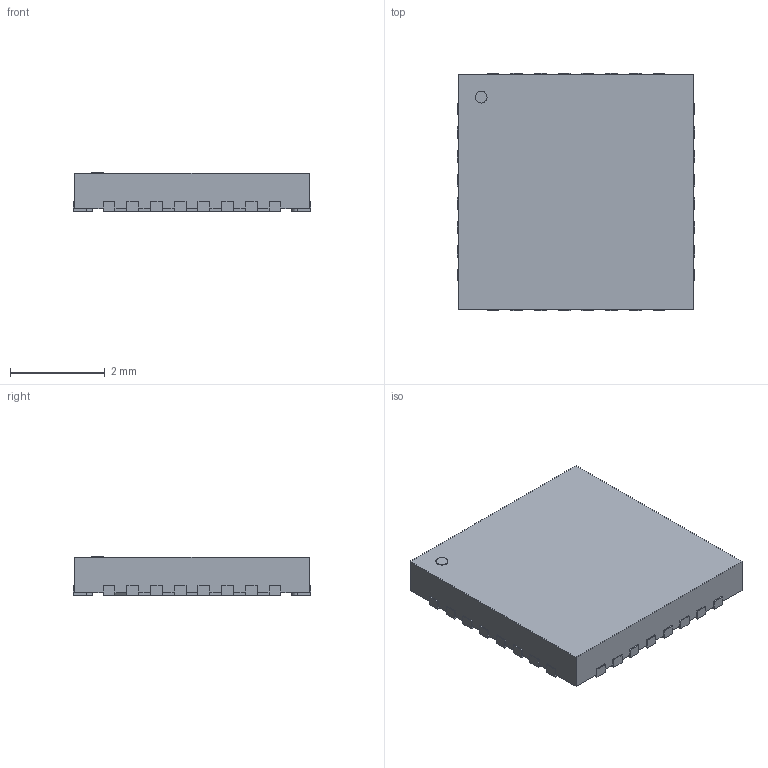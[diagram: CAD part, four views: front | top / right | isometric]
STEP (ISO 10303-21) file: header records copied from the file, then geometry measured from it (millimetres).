
FILE_DESCRIPTION(/* description */ ('model of LFCSP-32-1EP_5x5mm_P0.5mm_EP3.6x3.6mm'),/* implementation_level */ '2;1');
FILE_NAME(/* name */ 'LFCSP-32-1EP_5x5mm_P0.5mm_EP3.6x3.6mm.step',/* time_stamp */ '2022-12-19T10:11:45',/* author */ ('KiCAD','kicad'),/* organization */ ('OCCT'),/* preprocessor_version */ '',/* originating_system */ 'KiCAD',/* authorisation */ '');
FILE_SCHEMA(('AUTOMOTIVE_DESIGN { 1 0 10303 214 1 1 1 1 }'));
Length unit declared in the file: millimetre
Products named in the file (9): CQ assembly; 2728c7a2-7f7d-11ed-bbe7-acde48001122; 2728c7a2-7f7d-11ed-bbe7-acde48001122_part; 2728ca22-7f7d-11ed-bbe7-acde48001122; 2728ca22-7f7d-11ed-bbe7-acde48001122_part; 2728cb12-7f7d-11ed-bbe7-acde48001122; 2728cb12-7f7d-11ed-bbe7-acde48001122_part; 2728cba8-7f7d-11ed-bbe7-acde48001122; 2728cba8-7f7d-11ed-bbe7-acde48001122_part
Assembly tree (8 placements, depth 4):
  CQ assembly
    2728c7a2-7f7d-11ed-bbe7-acde48001122
      2728c7a2-7f7d-11ed-bbe7-acde48001122_part
      2728ca22-7f7d-11ed-bbe7-acde48001122
        2728ca22-7f7d-11ed-bbe7-acde48001122_part
      2728cb12-7f7d-11ed-bbe7-acde48001122
        2728cb12-7f7d-11ed-bbe7-acde48001122_part
      2728cba8-7f7d-11ed-bbe7-acde48001122
        2728cba8-7f7d-11ed-bbe7-acde48001122_part
Bounding box: 5 x 5 x 0.81 mm (x, y, z)
Volume: 19.2 mm3; surface area: 107.7 mm2
Topology: 35 solids, 35 shells, 342 faces, 813 edges, 542 vertices
Faces by surface type: plane 277, cylinder 65
Full cylindrical faces by diameter (mm): 0.25 x1
Entity records: 10124 total; most frequent: CARTESIAN_POINT 1706, DIRECTION 1645, ORIENTED_EDGE 1626, EDGE_CURVE 813, LINE 683, VECTOR 683, VERTEX_POINT 542, AXIS2_PLACEMENT_3D 481
